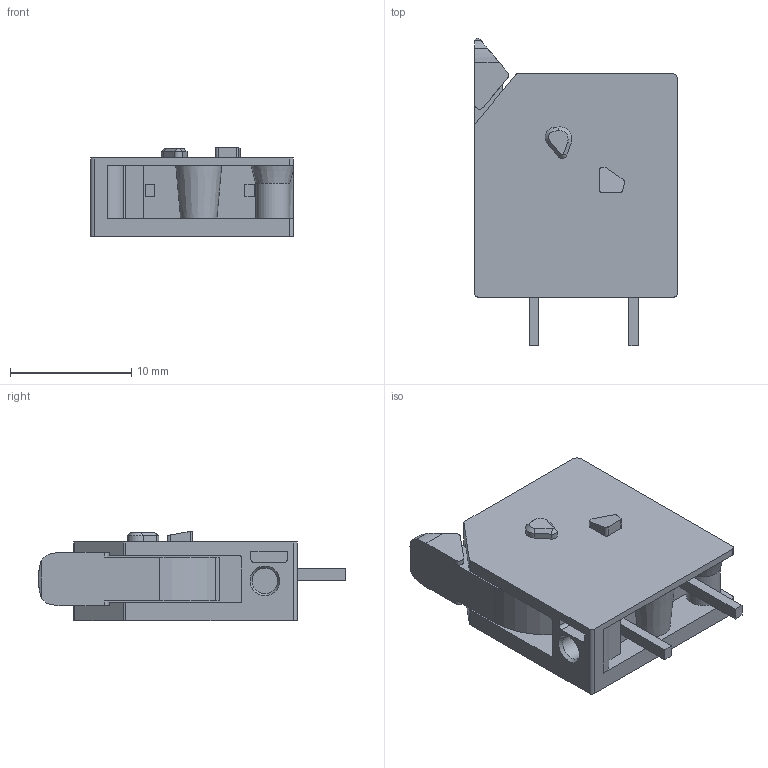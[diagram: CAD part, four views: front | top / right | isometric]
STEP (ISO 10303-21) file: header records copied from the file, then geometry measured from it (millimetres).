
FILE_DESCRIPTION(/* description */ ('STEP AP214'),/* implementation_level */ '2;1');
FILE_NAME(/* name */ '2604-3101',/* time_stamp */ '2025-04-26T09:35:01+02:00',/* author */ ('License CC BY-ND 4.0'),/* organization */ ('CADENAS'),/* preprocessor_version */ 'ST-DEVELOPER v19.3',/* originating_system */ 'PARTsolutions',/* authorisation */ ' ');
FILE_SCHEMA (('AUTOMOTIVE_DESIGN {1 0 10303 214 3 1 1}'));
Length unit declared in the file: millimetre
Products named in the file (1): 2604-3101
Bounding box: 16.7 x 25.3 x 7.4 mm (x, y, z)
Volume: 1708.7 mm3; surface area: 1504.2 mm2
Topology: 1 solids, 1 shells, 143 faces, 370 edges, 237 vertices
Faces by surface type: plane 81, cylinder 46, cone 16
Full cylindrical faces by diameter (mm): 2.1 x1
Entity records: 5371 total; most frequent: CARTESIAN_POINT 791, DIRECTION 750, ORIENTED_EDGE 736, EDGE_CURVE 368, AXIS2_PLACEMENT_3D 251, LINE 248, VECTOR 248, VERTEX_POINT 237
